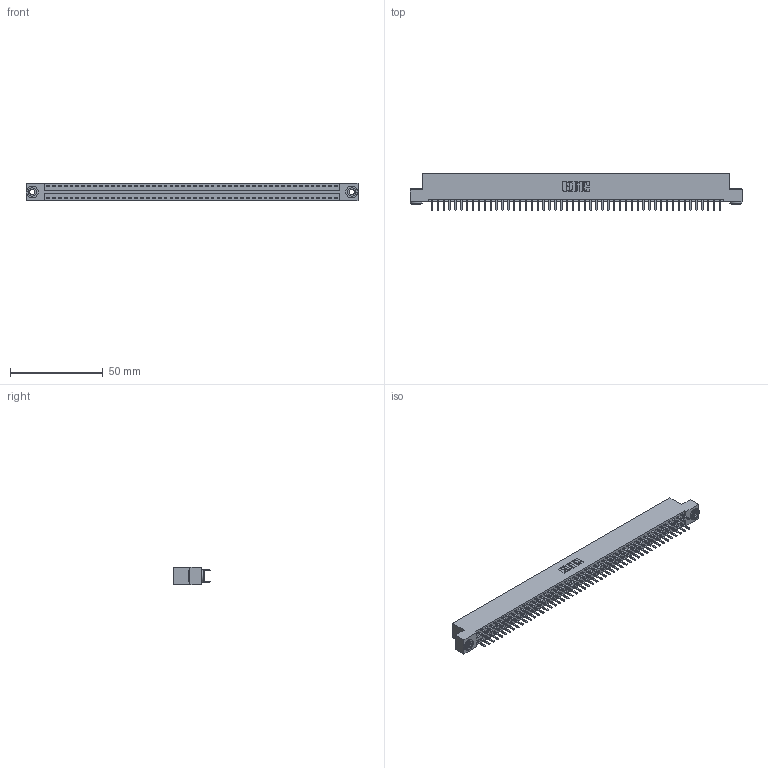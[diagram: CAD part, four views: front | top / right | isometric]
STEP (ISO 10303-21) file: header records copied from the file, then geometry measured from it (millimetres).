
FILE_DESCRIPTION (( 'STEP AP203' ), '1' );
FILE_NAME ('346-100-520-203.STEP', '2022-05-26T19:47:39', ( '' ), ( '' ), 'SwSTEP 2.0', 'SolidWorks 2020', '' );
FILE_SCHEMA (( 'CONFIG_CONTROL_DESIGN' ));
Length unit declared in the file: inch
Products named in the file (4): 346 Part_Flush Mounting Lugs - 0.156 Dia-TH; 345-250-002_345-250-002-102; 345-292-001_345-293-120; 346-100-520-203
Assembly tree (103 placements, depth 2):
  346-100-520-203
    346 Part_Flush Mounting Lugs - 0.156 Dia-TH
    345-292-001_345-293-120  x100
    345-250-002_345-250-002-102  x2
Bounding box: 179.32 x 20.02 x 9.4 mm (x, y, z)
Volume: 17505.8 mm3; surface area: 24334.3 mm2
Topology: 103 solids, 103 shells, 5774 faces, 16741 edges, 10890 vertices
Faces by surface type: plane 3800, cylinder 1966, cone 8
Entity records: 32734 total; most frequent: CARTESIAN_POINT 5377, ORIENTED_EDGE 5290, DIRECTION 4807, EDGE_CURVE 2645, LINE 2285, VECTOR 2285, VERTEX_POINT 1758, AXIS2_PLACEMENT_3D 1261
